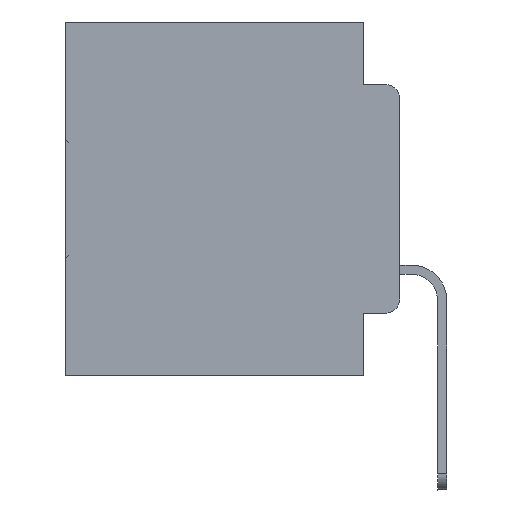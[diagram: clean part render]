
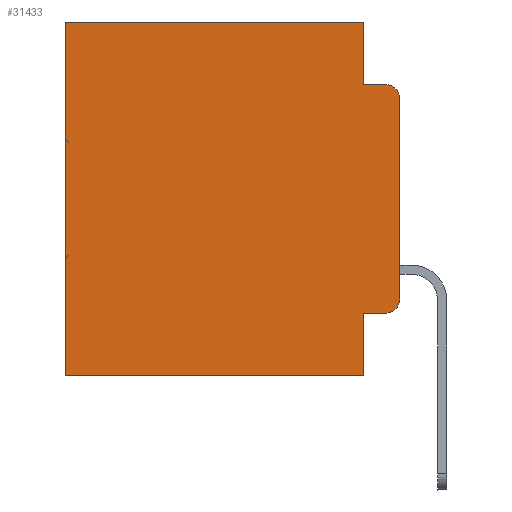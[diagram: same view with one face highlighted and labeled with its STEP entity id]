
A CAD part, left-side view. The second image highlights one B-rep face of the part: STEP entity #31433.
In plain terms, the highlighted planar face has unit normal (-1, 0, 0).
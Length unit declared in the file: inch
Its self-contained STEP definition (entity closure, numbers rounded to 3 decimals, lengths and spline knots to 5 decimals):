
#96 = CIRCLE ( 'NONE', #25581, 0.02 ) ;
#711 = CARTESIAN_POINT ( 'NONE',  ( 0.298, 0.051, -0.4115 ) ) ;
#1253 = DIRECTION ( 'NONE',  ( -1., 0., 0. ) ) ;
#1752 = DIRECTION ( 'NONE',  ( 0., 0., -1. ) ) ;
#1893 = CARTESIAN_POINT ( 'NONE',  ( 0.298, 0.473, -0.5 ) ) ;
#2124 = ORIENTED_EDGE ( 'NONE', *, *, #30969, .T. ) ;
#3963 = VERTEX_POINT ( 'NONE', #5953 ) ;
#4304 = DIRECTION ( 'NONE',  ( 0., -1., 0. ) ) ;
#4508 = VERTEX_POINT ( 'NONE', #1893 ) ;
#4686 = CARTESIAN_POINT ( 'NONE',  ( 0.298, 0.051, 0. ) ) ;
#5190 = EDGE_CURVE ( 'NONE', #17272, #21464, #20002, .T. ) ;
#5693 = AXIS2_PLACEMENT_3D ( 'NONE', #20449, #18101, #30633 ) ;
#5950 = EDGE_LOOP ( 'NONE', ( #27575, #11877, #23032, #24809, #13703, #14916, #15207, #25045, #2124, #7068 ) ) ;
#5953 = CARTESIAN_POINT ( 'NONE',  ( 0.298, 0., -0.1085 ) ) ;
#6070 = VERTEX_POINT ( 'NONE', #711 ) ;
#6173 = CARTESIAN_POINT ( 'NONE',  ( 0.298, 0.051, 0. ) ) ;
#6686 = CARTESIAN_POINT ( 'NONE',  ( 0.298, 0.02, -0.0885 ) ) ;
#6911 = LINE ( 'NONE', #30037, #32504 ) ;
#7018 = DIRECTION ( 'NONE',  ( 0., 0., -1. ) ) ;
#7068 = ORIENTED_EDGE ( 'NONE', *, *, #5190, .T. ) ;
#7181 = LINE ( 'NONE', #4686, #14834 ) ;
#7282 = CARTESIAN_POINT ( 'NONE',  ( 0.298, 0.02, -0.4115 ) ) ;
#8216 = VECTOR ( 'NONE', #15635, 39.37008 ) ;
#9261 = VECTOR ( 'NONE', #11331, 39.37008 ) ;
#10026 = EDGE_CURVE ( 'NONE', #3963, #19922, #96, .T. ) ;
#10379 = VECTOR ( 'NONE', #4304, 39.37008 ) ;
#11171 = EDGE_CURVE ( 'NONE', #3963, #21464, #19068, .T. ) ;
#11205 = CARTESIAN_POINT ( 'NONE',  ( 0.298, 0., 0. ) ) ;
#11331 = DIRECTION ( 'NONE',  ( 0., 0., -1. ) ) ;
#11459 = DIRECTION ( 'NONE',  ( 0., 0., -1. ) ) ;
#11877 = ORIENTED_EDGE ( 'NONE', *, *, #10026, .T. ) ;
#11899 = VERTEX_POINT ( 'NONE', #30223 ) ;
#13369 = LINE ( 'NONE', #29006, #32663 ) ;
#13703 = ORIENTED_EDGE ( 'NONE', *, *, #27420, .T. ) ;
#14148 = DIRECTION ( 'NONE',  ( 0., 0., -1. ) ) ;
#14538 = VECTOR ( 'NONE', #26163, 39.37008 ) ;
#14834 = VECTOR ( 'NONE', #7018, 39.37008 ) ;
#14880 = CARTESIAN_POINT ( 'NONE',  ( 0.298, 0.473, 0. ) ) ;
#14916 = ORIENTED_EDGE ( 'NONE', *, *, #30253, .T. ) ;
#15184 = AXIS2_PLACEMENT_3D ( 'NONE', #29140, #21957, #14148 ) ;
#15207 = ORIENTED_EDGE ( 'NONE', *, *, #28734, .F. ) ;
#15479 = VERTEX_POINT ( 'NONE', #17591 ) ;
#15635 = DIRECTION ( 'NONE',  ( 0., 0., -1. ) ) ;
#16321 = DIRECTION ( 'NONE',  ( 0., 1., 0. ) ) ;
#16951 = PLANE ( 'NONE',  #15184 ) ;
#17272 = VERTEX_POINT ( 'NONE', #7282 ) ;
#17591 = CARTESIAN_POINT ( 'NONE',  ( 0.298, 0.051, -0.5 ) ) ;
#18101 = DIRECTION ( 'NONE',  ( -1., 0., 0. ) ) ;
#19068 = LINE ( 'NONE', #26572, #28968 ) ;
#19570 = LINE ( 'NONE', #29754, #10379 ) ;
#19922 = VERTEX_POINT ( 'NONE', #6686 ) ;
#19947 = VERTEX_POINT ( 'NONE', #22301 ) ;
#19970 = EDGE_CURVE ( 'NONE', #6070, #15479, #7181, .T. ) ;
#20002 = CIRCLE ( 'NONE', #5693, 0.02 ) ;
#20449 = CARTESIAN_POINT ( 'NONE',  ( 0.298, 0.02, -0.3915 ) ) ;
#20616 = CARTESIAN_POINT ( 'NONE',  ( 0.298, 0., -0.3915 ) ) ;
#21464 = VERTEX_POINT ( 'NONE', #20616 ) ;
#21957 = DIRECTION ( 'NONE',  ( 1., 0., 0. ) ) ;
#22301 = CARTESIAN_POINT ( 'NONE',  ( 0.298, 0.051, -0.0885 ) ) ;
#23032 = ORIENTED_EDGE ( 'NONE', *, *, #25646, .F. ) ;
#23812 = LINE ( 'NONE', #11205, #14538 ) ;
#24010 = CARTESIAN_POINT ( 'NONE',  ( 0.298, 0.02, -0.1085 ) ) ;
#24809 = ORIENTED_EDGE ( 'NONE', *, *, #30316, .F. ) ;
#25045 = ORIENTED_EDGE ( 'NONE', *, *, #19970, .F. ) ;
#25158 = CARTESIAN_POINT ( 'NONE',  ( 0.298, 0.473, 0. ) ) ;
#25581 = AXIS2_PLACEMENT_3D ( 'NONE', #24010, #1253, #1752 ) ;
#25646 = EDGE_CURVE ( 'NONE', #19947, #19922, #6911, .T. ) ;
#25792 = LINE ( 'NONE', #14880, #8216 ) ;
#26163 = DIRECTION ( 'NONE',  ( 0., 1., 0. ) ) ;
#26572 = CARTESIAN_POINT ( 'NONE',  ( 0.298, 0., 0. ) ) ;
#27420 = EDGE_CURVE ( 'NONE', #11899, #32396, #23812, .T. ) ;
#27575 = ORIENTED_EDGE ( 'NONE', *, *, #11171, .F. ) ;
#28734 = EDGE_CURVE ( 'NONE', #15479, #4508, #13369, .T. ) ;
#28968 = VECTOR ( 'NONE', #11459, 39.37008 ) ;
#29006 = CARTESIAN_POINT ( 'NONE',  ( 0.298, 0., -0.5 ) ) ;
#29140 = CARTESIAN_POINT ( 'NONE',  ( 0.298, 0., 0. ) ) ;
#29754 = CARTESIAN_POINT ( 'NONE',  ( 0.298, 0.051, -0.4115 ) ) ;
#30037 = CARTESIAN_POINT ( 'NONE',  ( 0.298, 0.051, -0.0885 ) ) ;
#30223 = CARTESIAN_POINT ( 'NONE',  ( 0.298, 0.051, 0. ) ) ;
#30253 = EDGE_CURVE ( 'NONE', #32396, #4508, #25792, .T. ) ;
#30316 = EDGE_CURVE ( 'NONE', #11899, #19947, #30985, .T. ) ;
#30633 = DIRECTION ( 'NONE',  ( 0., 0., -1. ) ) ;
#30969 = EDGE_CURVE ( 'NONE', #6070, #17272, #19570, .T. ) ;
#30985 = LINE ( 'NONE', #6173, #9261 ) ;
#31433 = ADVANCED_FACE ( 'NONE', ( #31971 ), #16951, .F. ) ;
#31971 = FACE_OUTER_BOUND ( 'NONE', #5950, .T. ) ;
#32396 = VERTEX_POINT ( 'NONE', #25158 ) ;
#32504 = VECTOR ( 'NONE', #32853, 39.37008 ) ;
#32663 = VECTOR ( 'NONE', #16321, 39.37008 ) ;
#32853 = DIRECTION ( 'NONE',  ( 0., -1., 0. ) ) ;
